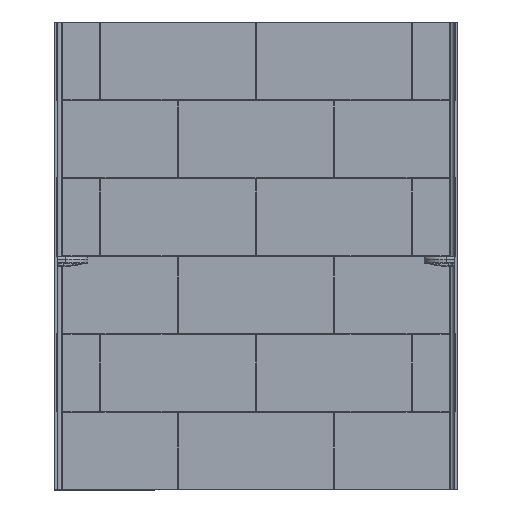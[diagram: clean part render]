
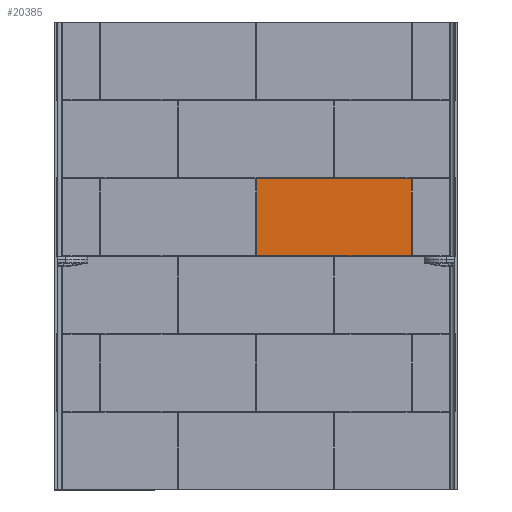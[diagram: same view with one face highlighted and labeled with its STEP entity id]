
A CAD part, top view. The second image highlights one B-rep face of the part: STEP entity #20385.
In plain terms, the highlighted planar face has unit normal (0, 0, 1).
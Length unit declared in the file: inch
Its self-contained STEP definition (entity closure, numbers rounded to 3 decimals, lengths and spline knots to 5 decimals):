
#1372 = CARTESIAN_POINT ( 'NONE',  ( -0.08813, 0.08697, 0.1875 ) ) ;
#1616 = ORIENTED_EDGE ( 'NONE', *, *, #46693, .F. ) ;
#2631 = VERTEX_POINT ( 'NONE', #64780 ) ;
#2734 = CARTESIAN_POINT ( 'NONE',  ( -0.0945, 23.91522, 0.1875 ) ) ;
#3673 = B_SPLINE_CURVE_WITH_KNOTS ( 'NONE', 3,
 ( #2734, #13280, #18721, #39415, #60073, #44173, #7508, #12950, #64168, #7156 ),
 .UNSPECIFIED., .F., .F.,
 ( 4, 2, 2, 2, 4 ),
 ( 0., 0.33846, 0.66667, 0.87179, 1. ),
 .UNSPECIFIED. ) ;
#3803 = CARTESIAN_POINT ( 'NONE',  ( -11.90681, 0.08485, 0.1875 ) ) ;
#5352 = CARTESIAN_POINT ( 'NONE',  ( -11.90615, 23.91522, 0.1875 ) ) ;
#6010 = CARTESIAN_POINT ( 'NONE',  ( -11.90945, 23.91444, 0.1875 ) ) ;
#7156 = CARTESIAN_POINT ( 'NONE',  ( -0.08478, 23.9055, 0.1875 ) ) ;
#7508 = CARTESIAN_POINT ( 'NONE',  ( -0.08519, 23.90847, 0.1875 ) ) ;
#7701 = DIRECTION ( 'NONE',  ( 1., 0., 0. ) ) ;
#8576 = AXIS2_PLACEMENT_3D ( 'NONE', #28437, #49426, #7701 ) ;
#10794 = CARTESIAN_POINT ( 'NONE',  ( -11.91475, 23.90894, 0.1875 ) ) ;
#10821 = CARTESIAN_POINT ( 'NONE',  ( -0.08478, 23.9055, 0.1875 ) ) ;
#11044 = CARTESIAN_POINT ( 'NONE',  ( -0.0945, 0.08478, 0.1875 ) ) ;
#11230 = CARTESIAN_POINT ( 'NONE',  ( -0.08519, 0.09153, 0.1875 ) ) ;
#12055 = VERTEX_POINT ( 'NONE', #66543 ) ;
#12167 = EDGE_LOOP ( 'NONE', ( #55153, #1616, #58176, #67003, #38410, #57092, #53749, #53123 ) ) ;
#12794 = FACE_OUTER_BOUND ( 'NONE', #12167, .T. ) ;
#12950 = CARTESIAN_POINT ( 'NONE',  ( -0.08485, 23.90681, 0.1875 ) ) ;
#13280 = CARTESIAN_POINT ( 'NONE',  ( -0.09279, 23.91522, 0.1875 ) ) ;
#15635 = LINE ( 'NONE', #61791, #40337 ) ;
#16119 = EDGE_CURVE ( 'NONE', #12055, #63231, #39746, .T. ) ;
#16220 = CARTESIAN_POINT ( 'NONE',  ( -11.9055, 23.91522, 0.1875 ) ) ;
#16334 = CARTESIAN_POINT ( 'NONE',  ( -0.08478, 0.0945, 0.1875 ) ) ;
#18721 = CARTESIAN_POINT ( 'NONE',  ( -0.09106, 23.91475, 0.1875 ) ) ;
#18907 = PLANE ( 'NONE',  #8576 ) ;
#20244 = CARTESIAN_POINT ( 'NONE',  ( -11.91522, 23.9055, 0.1875 ) ) ;
#20385 = ADVANCED_FACE ( 'NONE', ( #12794 ), #18907, .T. ) ;
#21301 = LINE ( 'NONE', #63004, #37734 ) ;
#21669 = CARTESIAN_POINT ( 'NONE',  ( -11.91522, 23.9055, 0.1875 ) ) ;
#21783 = CARTESIAN_POINT ( 'NONE',  ( -0.08692, 0.08819, 0.1875 ) ) ;
#21999 = CARTESIAN_POINT ( 'NONE',  ( -11.91303, 23.91187, 0.1875 ) ) ;
#23005 = CARTESIAN_POINT ( 'NONE',  ( 0., 0.08478, 0.1875 ) ) ;
#23550 = CARTESIAN_POINT ( 'NONE',  ( -11.90945, 0.08556, 0.1875 ) ) ;
#24219 = CARTESIAN_POINT ( 'NONE',  ( -11.91181, 0.08692, 0.1875 ) ) ;
#24726 = VERTEX_POINT ( 'NONE', #29620 ) ;
#24853 = EDGE_CURVE ( 'NONE', #30820, #2631, #15635, .T. ) ;
#26208 = CARTESIAN_POINT ( 'NONE',  ( -0.08556, 0.09055, 0.1875 ) ) ;
#27574 = B_SPLINE_CURVE_WITH_KNOTS ( 'NONE', 3,
 ( #21669, #43030, #10794, #21999, #47422, #6010, #47086, #47761, #5352, #16220 ),
 .UNSPECIFIED., .F., .F.,
 ( 4, 2, 2, 2, 4 ),
 ( 0., 0.33846, 0.66667, 0.87179, 1. ),
 .UNSPECIFIED. ) ;
#28437 = CARTESIAN_POINT ( 'NONE',  ( 0., 0., 0.1875 ) ) ;
#29620 = CARTESIAN_POINT ( 'NONE',  ( -0.08478, 0.0945, 0.1875 ) ) ;
#30820 = VERTEX_POINT ( 'NONE', #59286 ) ;
#33757 = EDGE_CURVE ( 'NONE', #2631, #63581, #3673, .T. ) ;
#34366 = VECTOR ( 'NONE', #43376, 39.37008 ) ;
#34420 = EDGE_CURVE ( 'NONE', #63231, #41546, #46996, .T. ) ;
#34813 = CARTESIAN_POINT ( 'NONE',  ( -11.91522, 0.0945, 0.1875 ) ) ;
#36189 = DIRECTION ( 'NONE',  ( 0., 1., 0. ) ) ;
#36268 = VECTOR ( 'NONE', #36189, 39.37008 ) ;
#37045 = CARTESIAN_POINT ( 'NONE',  ( -0.0945, 0.08478, 0.1875 ) ) ;
#37734 = VECTOR ( 'NONE', #42673, 39.37008 ) ;
#38410 = ORIENTED_EDGE ( 'NONE', *, *, #33757, .F. ) ;
#38711 = B_SPLINE_CURVE_WITH_KNOTS ( 'NONE', 3,
 ( #16334, #47873, #42131, #11230, #26208, #21783, #1372, #42467, #57386, #37045 ),
 .UNSPECIFIED., .F., .F.,
 ( 4, 2, 2, 2, 4 ),
 ( 0., 0.12821, 0.33333, 0.66154, 1. ),
 .UNSPECIFIED. ) ;
#38965 = LINE ( 'NONE', #23005, #34366 ) ;
#39415 = CARTESIAN_POINT ( 'NONE',  ( -0.08813, 23.91303, 0.1875 ) ) ;
#39746 = B_SPLINE_CURVE_WITH_KNOTS ( 'NONE', 3,
 ( #42551, #48629, #3803, #60138, #23550, #24219, #65579, #44243, #54407, #44576 ),
 .UNSPECIFIED., .F., .F.,
 ( 4, 2, 2, 2, 4 ),
 ( 0., 0.12821, 0.33333, 0.66154, 1. ),
 .UNSPECIFIED. ) ;
#39767 = EDGE_CURVE ( 'NONE', #24726, #47495, #38711, .T. ) ;
#40337 = VECTOR ( 'NONE', #40445, 39.37008 ) ;
#40445 = DIRECTION ( 'NONE',  ( 1., 0., 0. ) ) ;
#40636 = EDGE_CURVE ( 'NONE', #63581, #24726, #21301, .T. ) ;
#41546 = VERTEX_POINT ( 'NONE', #20244 ) ;
#42131 = CARTESIAN_POINT ( 'NONE',  ( -0.08485, 0.09319, 0.1875 ) ) ;
#42467 = CARTESIAN_POINT ( 'NONE',  ( -0.09106, 0.08525, 0.1875 ) ) ;
#42551 = CARTESIAN_POINT ( 'NONE',  ( -11.9055, 0.08478, 0.1875 ) ) ;
#42673 = DIRECTION ( 'NONE',  ( 0., -1., 0. ) ) ;
#43030 = CARTESIAN_POINT ( 'NONE',  ( -11.91522, 23.90721, 0.1875 ) ) ;
#43376 = DIRECTION ( 'NONE',  ( -1., 0., 0. ) ) ;
#44173 = CARTESIAN_POINT ( 'NONE',  ( -0.08556, 23.90945, 0.1875 ) ) ;
#44243 = CARTESIAN_POINT ( 'NONE',  ( -11.91475, 0.09106, 0.1875 ) ) ;
#44576 = CARTESIAN_POINT ( 'NONE',  ( -11.91522, 0.0945, 0.1875 ) ) ;
#46490 = EDGE_CURVE ( 'NONE', #41546, #30820, #27574, .T. ) ;
#46693 = EDGE_CURVE ( 'NONE', #47495, #12055, #38965, .T. ) ;
#46996 = LINE ( 'NONE', #62931, #36268 ) ;
#47086 = CARTESIAN_POINT ( 'NONE',  ( -11.90847, 23.91481, 0.1875 ) ) ;
#47422 = CARTESIAN_POINT ( 'NONE',  ( -11.91181, 23.91308, 0.1875 ) ) ;
#47495 = VERTEX_POINT ( 'NONE', #11044 ) ;
#47761 = CARTESIAN_POINT ( 'NONE',  ( -11.90681, 23.91515, 0.1875 ) ) ;
#47873 = CARTESIAN_POINT ( 'NONE',  ( -0.08478, 0.09385, 0.1875 ) ) ;
#48629 = CARTESIAN_POINT ( 'NONE',  ( -11.90615, 0.08478, 0.1875 ) ) ;
#49426 = DIRECTION ( 'NONE',  ( 0., 0., 1. ) ) ;
#53123 = ORIENTED_EDGE ( 'NONE', *, *, #34420, .F. ) ;
#53749 = ORIENTED_EDGE ( 'NONE', *, *, #46490, .F. ) ;
#54407 = CARTESIAN_POINT ( 'NONE',  ( -11.91522, 0.09279, 0.1875 ) ) ;
#55153 = ORIENTED_EDGE ( 'NONE', *, *, #16119, .F. ) ;
#57092 = ORIENTED_EDGE ( 'NONE', *, *, #24853, .F. ) ;
#57386 = CARTESIAN_POINT ( 'NONE',  ( -0.09279, 0.08478, 0.1875 ) ) ;
#58176 = ORIENTED_EDGE ( 'NONE', *, *, #39767, .F. ) ;
#59286 = CARTESIAN_POINT ( 'NONE',  ( -11.9055, 23.91522, 0.1875 ) ) ;
#60073 = CARTESIAN_POINT ( 'NONE',  ( -0.08692, 23.91181, 0.1875 ) ) ;
#60138 = CARTESIAN_POINT ( 'NONE',  ( -11.90847, 0.08519, 0.1875 ) ) ;
#61791 = CARTESIAN_POINT ( 'NONE',  ( 0., 23.91522, 0.1875 ) ) ;
#62931 = CARTESIAN_POINT ( 'NONE',  ( -11.91522, -21., 0.1875 ) ) ;
#63004 = CARTESIAN_POINT ( 'NONE',  ( -0.08478, 21., 0.1875 ) ) ;
#63231 = VERTEX_POINT ( 'NONE', #34813 ) ;
#63581 = VERTEX_POINT ( 'NONE', #10821 ) ;
#64168 = CARTESIAN_POINT ( 'NONE',  ( -0.08478, 23.90615, 0.1875 ) ) ;
#64780 = CARTESIAN_POINT ( 'NONE',  ( -0.0945, 23.91522, 0.1875 ) ) ;
#65579 = CARTESIAN_POINT ( 'NONE',  ( -11.91303, 0.08813, 0.1875 ) ) ;
#66543 = CARTESIAN_POINT ( 'NONE',  ( -11.9055, 0.08478, 0.1875 ) ) ;
#67003 = ORIENTED_EDGE ( 'NONE', *, *, #40636, .F. ) ;
